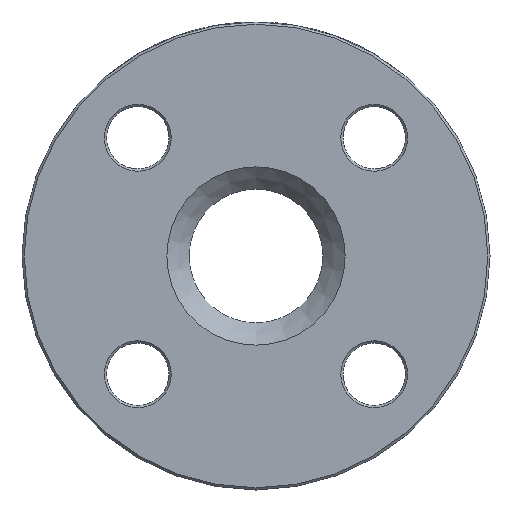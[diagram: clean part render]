
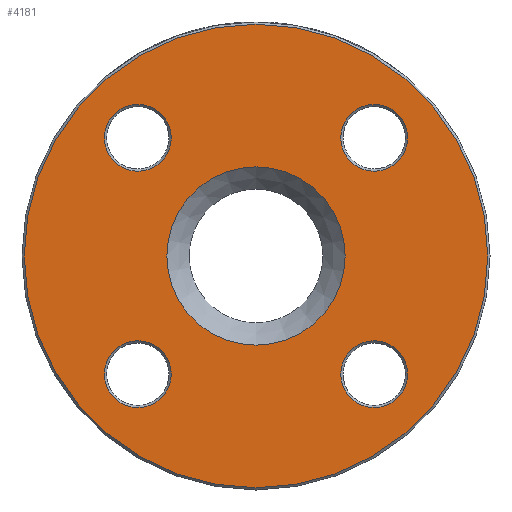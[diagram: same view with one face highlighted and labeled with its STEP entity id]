
A CAD part, left-side view. The second image highlights one B-rep face of the part: STEP entity #4181.
In plain terms, the highlighted planar face has unit normal (-1, 0, 0).
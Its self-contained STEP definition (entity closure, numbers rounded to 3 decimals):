
#41 = EDGE_CURVE ( 'NONE', #4620, #4620, #4655, .T. ) ;
#56 = AXIS2_PLACEMENT_3D ( 'NONE', #2281, #252, #282 ) ;
#103 = CARTESIAN_POINT ( 'NONE',  ( 0., 0., 0. ) ) ;
#135 = EDGE_CURVE ( 'NONE', #3078, #3078, #2767, .T. ) ;
#160 = EDGE_LOOP ( 'NONE', ( #2929 ) ) ;
#178 = DIRECTION ( 'NONE',  ( 0., 0., -1. ) ) ;
#190 = AXIS2_PLACEMENT_3D ( 'NONE', #946, #2121, #178 ) ;
#200 = CARTESIAN_POINT ( 'NONE',  ( 0., 15., 0. ) ) ;
#252 = DIRECTION ( 'NONE',  ( 1., 0., 0. ) ) ;
#282 = DIRECTION ( 'NONE',  ( 0., 0., -1. ) ) ;
#314 = DIRECTION ( 'NONE',  ( 0., 0., -1. ) ) ;
#430 = EDGE_CURVE ( 'NONE', #5030, #5030, #1449, .T. ) ;
#447 = ORIENTED_EDGE ( 'NONE', *, *, #544, .T. ) ;
#544 = EDGE_CURVE ( 'NONE', #1644, #1644, #2352, .T. ) ;
#585 = EDGE_CURVE ( 'NONE', #792, #792, #4320, .T. ) ;
#624 = CARTESIAN_POINT ( 'NONE',  ( 0., -26.517, -26.517 ) ) ;
#646 = EDGE_LOOP ( 'NONE', ( #758 ) ) ;
#758 = ORIENTED_EDGE ( 'NONE', *, *, #4275, .T. ) ;
#792 = VERTEX_POINT ( 'NONE', #4273 ) ;
#851 = AXIS2_PLACEMENT_3D ( 'NONE', #200, #1762, #2878 ) ;
#946 = CARTESIAN_POINT ( 'NONE',  ( 0., 26.517, 26.517 ) ) ;
#955 = DIRECTION ( 'NONE',  ( 0., 0., -1. ) ) ;
#1081 = CARTESIAN_POINT ( 'NONE',  ( 0., -26.517, 26.517 ) ) ;
#1106 = DIRECTION ( 'NONE',  ( 0., 0., -1. ) ) ;
#1117 = CARTESIAN_POINT ( 'NONE',  ( 0., 0., -52. ) ) ;
#1257 = DIRECTION ( 'NONE',  ( 0., 0., -1. ) ) ;
#1365 = AXIS2_PLACEMENT_3D ( 'NONE', #103, #4447, #1257 ) ;
#1407 = FACE_BOUND ( 'NONE', #2211, .T. ) ;
#1449 = CIRCLE ( 'NONE', #1936, 52. ) ;
#1468 = DIRECTION ( 'NONE',  ( 1., 0., 0. ) ) ;
#1480 = VERTEX_POINT ( 'NONE', #3051 ) ;
#1505 = CARTESIAN_POINT ( 'NONE',  ( 0., 0., -20. ) ) ;
#1644 = VERTEX_POINT ( 'NONE', #3480 ) ;
#1762 = DIRECTION ( 'NONE',  ( 1., 0., 0. ) ) ;
#1936 = AXIS2_PLACEMENT_3D ( 'NONE', #2861, #4422, #955 ) ;
#2121 = DIRECTION ( 'NONE',  ( 1., 0., 0. ) ) ;
#2172 = FACE_OUTER_BOUND ( 'NONE', #160, .T. ) ;
#2211 = EDGE_LOOP ( 'NONE', ( #3551 ) ) ;
#2281 = CARTESIAN_POINT ( 'NONE',  ( 0., 26.517, -26.517 ) ) ;
#2322 = ORIENTED_EDGE ( 'NONE', *, *, #585, .T. ) ;
#2352 = CIRCLE ( 'NONE', #3656, 7.5 ) ;
#2485 = EDGE_LOOP ( 'NONE', ( #447 ) ) ;
#2564 = FACE_BOUND ( 'NONE', #4631, .T. ) ;
#2742 = CARTESIAN_POINT ( 'NONE',  ( 0., 26.517, -34.017 ) ) ;
#2767 = CIRCLE ( 'NONE', #56, 7.5 ) ;
#2861 = CARTESIAN_POINT ( 'NONE',  ( 0., 0., 0. ) ) ;
#2878 = DIRECTION ( 'NONE',  ( 0., 0., -1. ) ) ;
#2929 = ORIENTED_EDGE ( 'NONE', *, *, #430, .T. ) ;
#3017 = DIRECTION ( 'NONE',  ( 1., 0., 0. ) ) ;
#3051 = CARTESIAN_POINT ( 'NONE',  ( 0., 26.517, 19.017 ) ) ;
#3078 = VERTEX_POINT ( 'NONE', #2742 ) ;
#3175 = AXIS2_PLACEMENT_3D ( 'NONE', #1081, #3017, #314 ) ;
#3256 = FACE_BOUND ( 'NONE', #2485, .T. ) ;
#3480 = CARTESIAN_POINT ( 'NONE',  ( 0., -26.517, -34.017 ) ) ;
#3551 = ORIENTED_EDGE ( 'NONE', *, *, #135, .T. ) ;
#3656 = AXIS2_PLACEMENT_3D ( 'NONE', #624, #1468, #1106 ) ;
#3715 = CIRCLE ( 'NONE', #190, 7.5 ) ;
#4071 = FACE_BOUND ( 'NONE', #646, .T. ) ;
#4121 = PLANE ( 'NONE',  #851 ) ;
#4181 = ADVANCED_FACE ( 'NONE', ( #4928, #2172, #2564, #3256, #1407, #4071 ), #4121, .F. ) ;
#4273 = CARTESIAN_POINT ( 'NONE',  ( 0., -26.517, 19.017 ) ) ;
#4275 = EDGE_CURVE ( 'NONE', #1480, #1480, #3715, .T. ) ;
#4320 = CIRCLE ( 'NONE', #3175, 7.5 ) ;
#4422 = DIRECTION ( 'NONE',  ( -1., 0., 0. ) ) ;
#4447 = DIRECTION ( 'NONE',  ( 1., 0., 0. ) ) ;
#4620 = VERTEX_POINT ( 'NONE', #1505 ) ;
#4631 = EDGE_LOOP ( 'NONE', ( #2322 ) ) ;
#4655 = CIRCLE ( 'NONE', #1365, 20. ) ;
#4757 = ORIENTED_EDGE ( 'NONE', *, *, #41, .T. ) ;
#4807 = EDGE_LOOP ( 'NONE', ( #4757 ) ) ;
#4928 = FACE_BOUND ( 'NONE', #4807, .T. ) ;
#5030 = VERTEX_POINT ( 'NONE', #1117 ) ;
